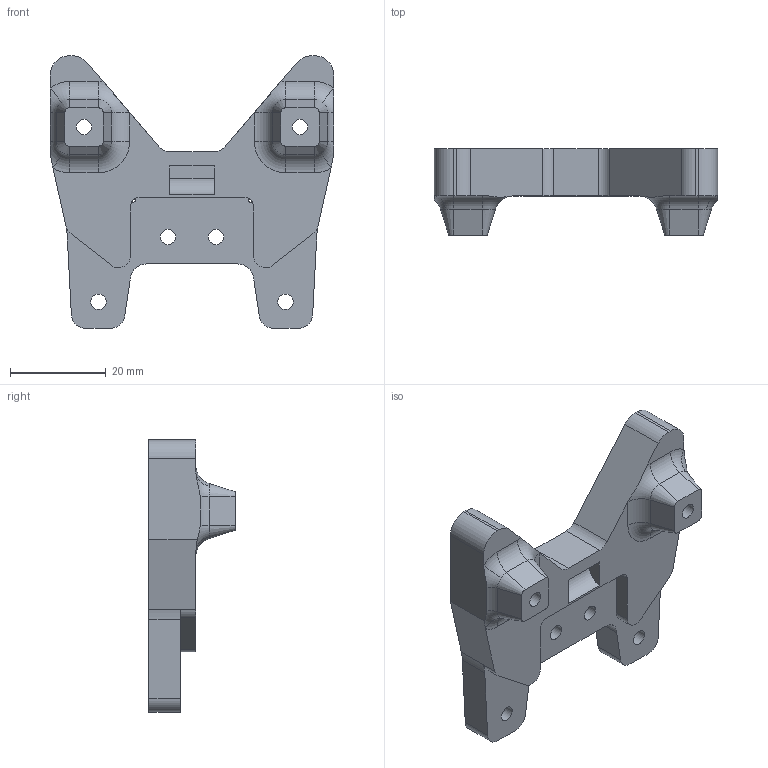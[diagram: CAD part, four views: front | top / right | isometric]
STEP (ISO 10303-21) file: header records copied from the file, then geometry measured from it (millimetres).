
FILE_DESCRIPTION(/* description */ (''),/* implementation_level */ '2;1');
FILE_NAME(/* name */ 'Tower.step',/* time_stamp */ '2024-01-09T16:04:56+01:00',/* author */ (''),/* organization */ (''),/* preprocessor_version */ 'ST-DEVELOPER v20',/* originating_system */ 'Autodesk Translation Framework v12.14.0.127',/* authorisation */ '');
FILE_SCHEMA (('AUTOMOTIVE_DESIGN { 1 0 10303 214 3 1 1 }'));
Length unit declared in the file: millimetre
Products named in the file (1): Tower
Bounding box: 59.04 x 18 x 56.8 mm (x, y, z)
Volume: 20183.2 mm3; surface area: 8026.4 mm2
Topology: 1 solids, 1 shells, 113 faces, 300 edges, 192 vertices
Faces by surface type: plane 54, cylinder 39, torus 12, cone 8
Full cylindrical faces by diameter (mm): 1 x2, 2.9 x2, 3.2 x6
Entity records: 3627 total; most frequent: CARTESIAN_POINT 660, DIRECTION 642, ORIENTED_EDGE 600, EDGE_CURVE 300, AXIS2_PLACEMENT_3D 236, VERTEX_POINT 192, LINE 170, VECTOR 170
